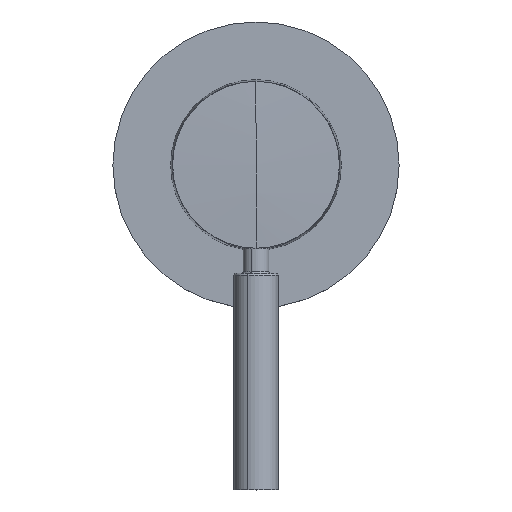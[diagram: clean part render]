
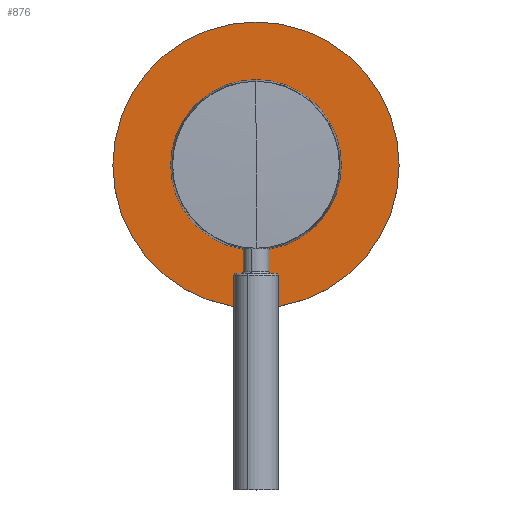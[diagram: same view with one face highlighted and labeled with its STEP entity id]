
A CAD part, top view. The second image highlights one B-rep face of the part: STEP entity #876.
In plain terms, the highlighted face is planar.
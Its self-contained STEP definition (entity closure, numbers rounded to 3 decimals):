
#8 = VERTEX_POINT ( 'NONE', #360 ) ;
#47 = CARTESIAN_POINT ( 'NONE',  ( 0., 0., 0. ) ) ;
#65 = EDGE_CURVE ( 'NONE', #239, #8, #859, .T. ) ;
#155 = DIRECTION ( 'NONE',  ( 0., 0., 1. ) ) ;
#239 = VERTEX_POINT ( 'NONE', #1375 ) ;
#332 = CIRCLE ( 'NONE', #1132, 39. ) ;
#360 = CARTESIAN_POINT ( 'NONE',  ( 0., 0., 39. ) ) ;
#486 = AXIS2_PLACEMENT_3D ( 'NONE', #545, #1211, #1325 ) ;
#545 = CARTESIAN_POINT ( 'NONE',  ( 0., 0., 0. ) ) ;
#586 = CARTESIAN_POINT ( 'NONE',  ( 0., 0., 0. ) ) ;
#681 = ORIENTED_EDGE ( 'NONE', *, *, #65, .T. ) ;
#702 = DIRECTION ( 'NONE',  ( 0., 0., 1. ) ) ;
#705 = ORIENTED_EDGE ( 'NONE', *, *, #970, .T. ) ;
#823 = DIRECTION ( 'NONE',  ( 0., 1., 0. ) ) ;
#859 = CIRCLE ( 'NONE', #486, 39. ) ;
#876 = ADVANCED_FACE ( 'NONE', ( #963 ), #926, .T. ) ;
#912 = EDGE_LOOP ( 'NONE', ( #705, #681 ) ) ;
#926 = PLANE ( 'NONE',  #1023 ) ;
#963 = FACE_OUTER_BOUND ( 'NONE', #912, .T. ) ;
#970 = EDGE_CURVE ( 'NONE', #8, #239, #332, .T. ) ;
#1023 = AXIS2_PLACEMENT_3D ( 'NONE', #47, #823, #155 ) ;
#1132 = AXIS2_PLACEMENT_3D ( 'NONE', #586, #1374, #702 ) ;
#1211 = DIRECTION ( 'NONE',  ( 0., 1., 0. ) ) ;
#1325 = DIRECTION ( 'NONE',  ( 0., 0., 1. ) ) ;
#1374 = DIRECTION ( 'NONE',  ( 0., 1., 0. ) ) ;
#1375 = CARTESIAN_POINT ( 'NONE',  ( 0., 0., -39. ) ) ;
